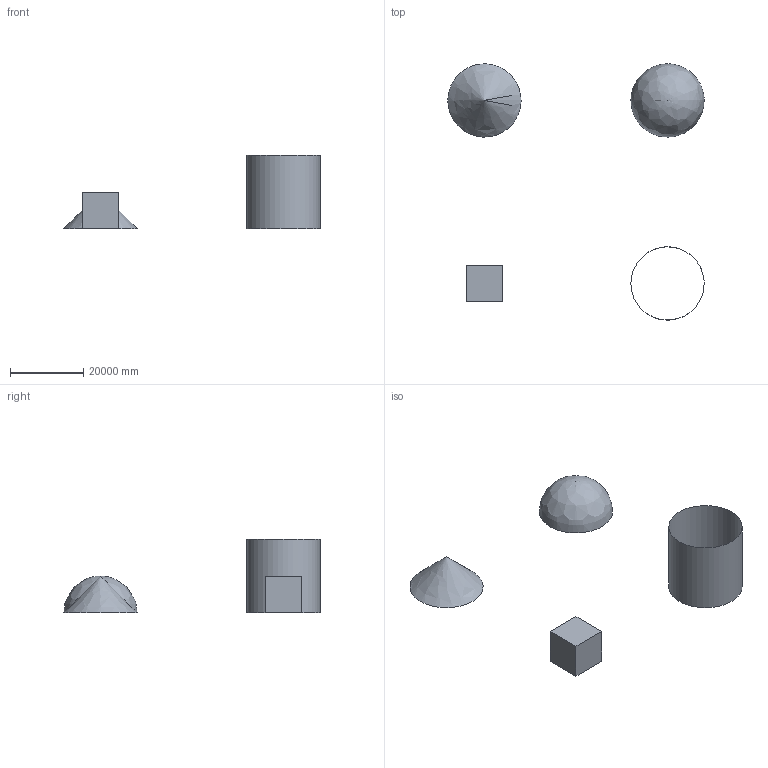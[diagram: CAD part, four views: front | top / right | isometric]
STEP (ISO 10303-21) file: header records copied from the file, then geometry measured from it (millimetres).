
FILE_DESCRIPTION(/* description */ (''),/* implementation_level */ '2;1');
FILE_NAME(/* name */ 'COMBIN~1',/* time_stamp */ '2020-02-06T08:26:14-05:00',/* author */ (''),/* organization */ (''),/* preprocessor_version */ 'ST-DEVELOPER v16.5',/* originating_system */ '',/* authorisation */ '');
FILE_SCHEMA (('CONFIG_CONTROL_DESIGN'));
Length unit declared in the file: metre
Products named in the file (1): Document
Bounding box: 69997.92 x 69988.63 x 20000 mm (x, y, z)
Surface area: 2833320788.7 mm2 (no closed solid volume)
Topology: 0 solids, 4 shells, 8 faces, 21 edges, 14 vertices
Faces by surface type: plane 5, bspline 3
Entity records: 382 total; most frequent: CARTESIAN_POINT 169, ORIENTED_EDGE 30, EDGE_CURVE 19, VERTEX_POINT 14, B_SPLINE_CURVE_WITH_KNOTS 13, DIRECTION 9, ADVANCED_FACE 8, FACE_OUTER_BOUND 8
